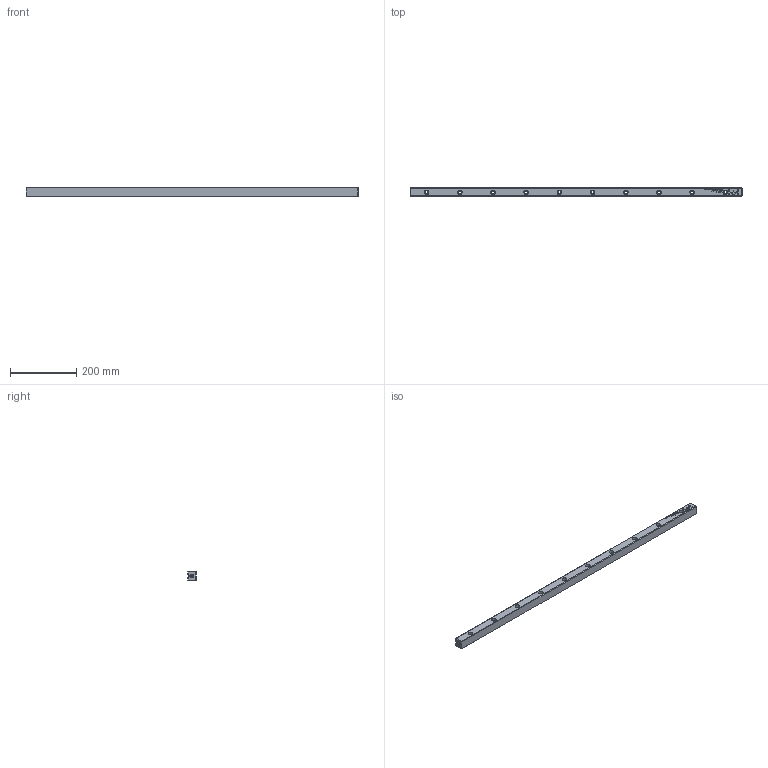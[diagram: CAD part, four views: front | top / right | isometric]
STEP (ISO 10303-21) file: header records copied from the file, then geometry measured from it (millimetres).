
FILE_DESCRIPTION(/* description */ (''),/* implementation_level */ '2;1');
FILE_NAME(/* name */ 'Rail RSD-121000.stp',/* time_stamp */ '2025-01-13T09:29:24+01:00',/* author */ (''),/* organization */ (''),/* preprocessor_version */ 'ST-DEVELOPER v16.7',/* originating_system */ 'SIEMENS PLM Software NX 12.0',/* authorisation */ '');
FILE_SCHEMA (('AUTOMOTIVE_DESIGN { 1 0 10303 214 3 1 1 1 }'));
Length unit declared in the file: millimetre
Products named in the file (1): Rail RSD-121000_step_stp
Bounding box: 1000 x 25.9 x 28 mm (x, y, z)
Volume: 662791.7 mm3; surface area: 121093.7 mm2
Topology: 1 solids, 1 shells, 373 faces, 970 edges, 642 vertices
Faces by surface type: plane 235, bspline 90, cylinder 24, cone 24
Full cylindrical faces by diameter (mm): 6.9 x2, 8.5 x10, 13.5 x10
Entity records: 13544 total; most frequent: CARTESIAN_POINT 3160, ORIENTED_EDGE 1824, DIRECTION 1370, EDGE_CURVE 912, LINE 662, VECTOR 662, VERTEX_POINT 632, EDGE_LOOP 482
